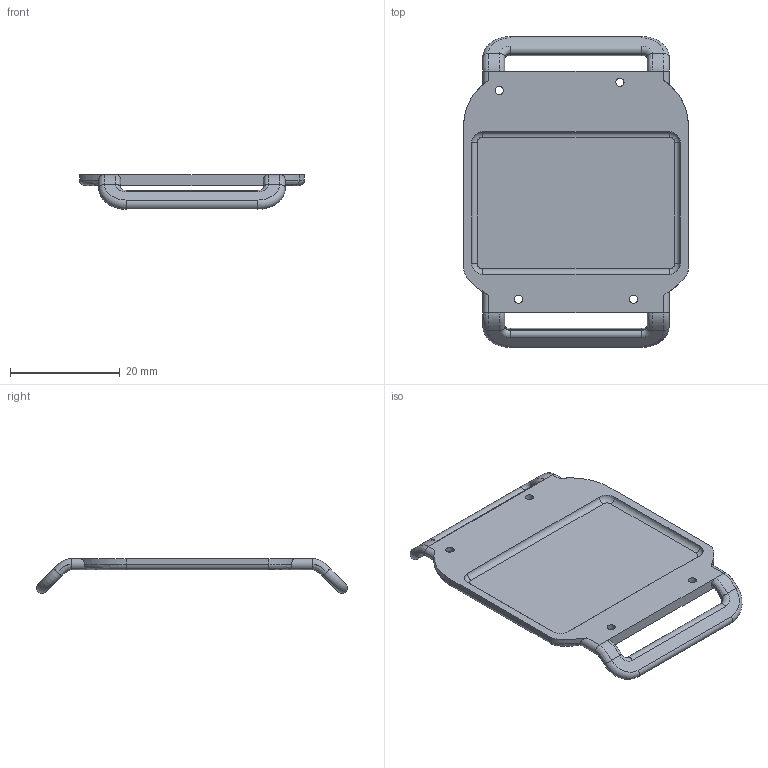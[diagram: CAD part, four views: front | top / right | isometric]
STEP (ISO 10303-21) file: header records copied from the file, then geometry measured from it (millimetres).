
FILE_DESCRIPTION(/* description */ ('STEP AP242','CAx-IF Rec.Pracs.---Representation and Presentation of Product Manufacturing Information (PMI)---4.0---2014-10-13','CAx-IF Rec.Pracs.---3D Tessellated Geometry---0.4---2014-09-14','2;1'),/* implementation_level */ '2;1');
FILE_NAME(/* name */ '66085222043b0729f1ae017e',/* time_stamp */ '2024-03-30T17:55:47Z',/* author */ (''),/* organization */ (''),/* preprocessor_version */ 'ST-DEVELOPER v19.4',/* originating_system */ ' ',/* authorisation */ ' ');
FILE_SCHEMA (('AP242_MANAGED_MODEL_BASED_3D_ENGINEERING_MIM_LF { 1 0 10303 442 1 1 4 }'));
Length unit declared in the file: metre
Products named in the file (1): Bottom
Bounding box: 41 x 56.65 x 6.32 mm (x, y, z)
Volume: 3024 mm3; surface area: 4639.7 mm2
Topology: 1 solids, 1 shells, 107 faces, 251 edges, 147 vertices
Faces by surface type: cylinder 30, bspline 30, plane 29, torus 18
Full cylindrical faces by diameter (mm): 1.5 x4, 2.75 x4
Entity records: 3475 total; most frequent: CARTESIAN_POINT 1190, ORIENTED_EDGE 478, DIRECTION 449, EDGE_CURVE 239, AXIS2_PLACEMENT_3D 189, VERTEX_POINT 143, EDGE_LOOP 128, FACE_BOUND 128
